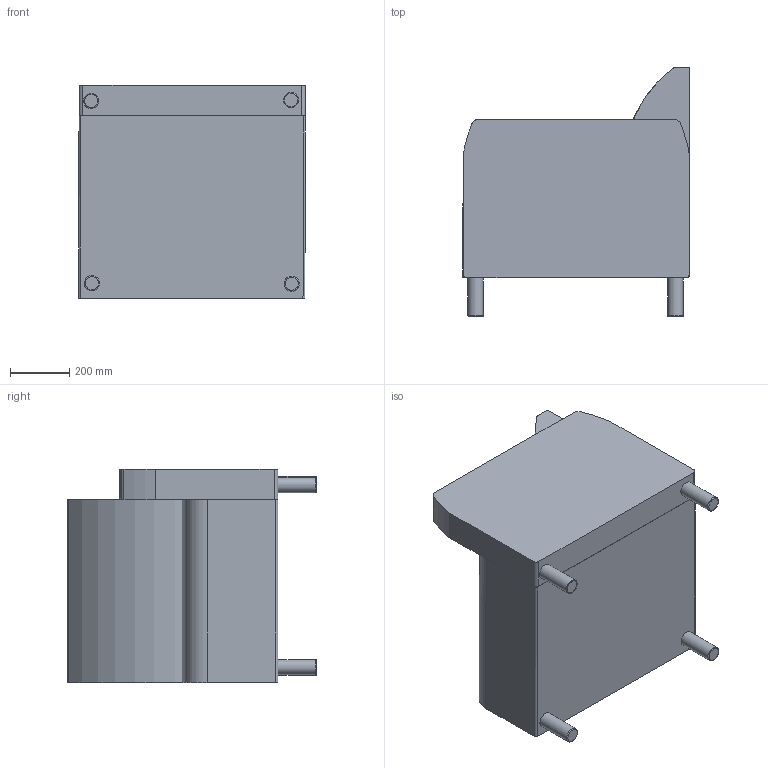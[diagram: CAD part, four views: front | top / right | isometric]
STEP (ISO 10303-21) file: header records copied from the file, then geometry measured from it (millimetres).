
FILE_DESCRIPTION(/* description */ (''),/* implementation_level */ '2;1');
FILE_NAME(/* name */ 'AS12RF.stp',/* time_stamp */ '2015-03-09T06:51:58-04:00',/* author */ ('jbosley'),/* organization */ (''),/* preprocessor_version */ 'ST-DEVELOPER v15.6',/* originating_system */ 'Autodesk Inventor 2015',/* authorisation */ '');
FILE_SCHEMA (('AUTOMOTIVE_DESIGN { 1 0 10303 214 3 1 1 }'));
Length unit declared in the file: inch
Products named in the file (4): AS10 UBASE; AS10 Feet; AS12 FUARMR-2; AS12RF
Bounding box: 763.91 x 838.2 x 719.58 mm (x, y, z)
Volume: 231330319.3 mm3; surface area: 3523685.4 mm2
Topology: 6 solids, 6 shells, 44 faces, 92 edges, 60 vertices
Faces by surface type: plane 21, cylinder 17, torus 4, bspline 2
Full cylindrical faces by diameter (mm): 50.8 x4
Entity records: 1226 total; most frequent: CARTESIAN_POINT 356, DIRECTION 180, ORIENTED_EDGE 150, EDGE_CURVE 75, AXIS2_PLACEMENT_3D 69, VERTEX_POINT 51, LINE 42, VECTOR 42
